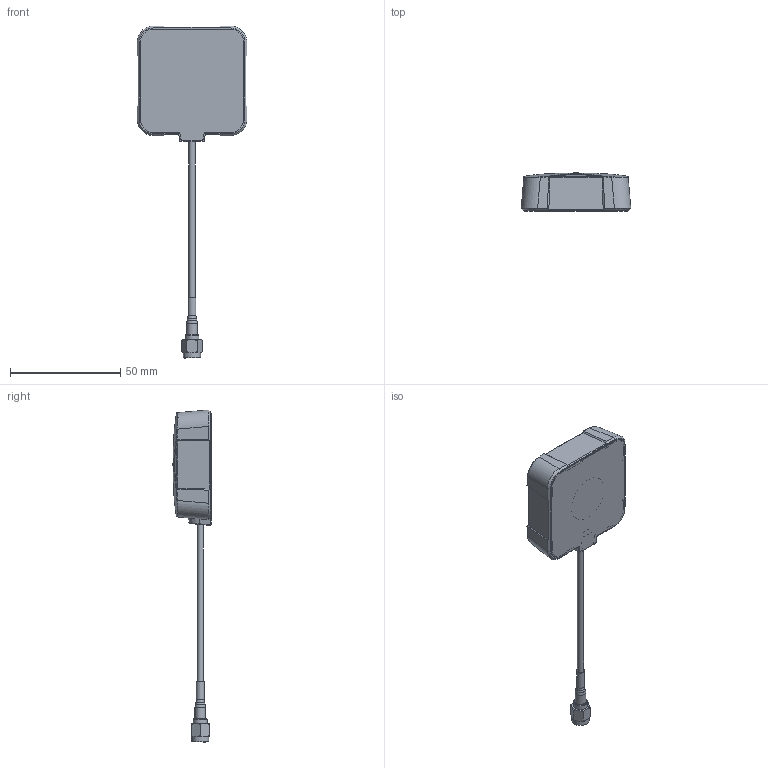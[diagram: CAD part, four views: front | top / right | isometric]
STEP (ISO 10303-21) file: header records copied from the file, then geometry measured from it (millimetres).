
FILE_DESCRIPTION (( 'STEP AP214' ), '1' );
FILE_NAME ('AA.175 Megma Assy_Web.STEP', '2022-04-21T00:56:54', ( '' ), ( '' ), 'SwSTEP 2.0', 'SolidWorks 2018', '' );
FILE_SCHEMA (( 'AUTOMOTIVE_DESIGN' ));
Length unit declared in the file: millimetre
Products named in the file (1): AA.175 Megma Assy_Web
Bounding box: 49.84 x 17.3 x 150.88 mm (x, y, z)
Surface area: 10953.6 mm2 (no closed solid volume)
Topology: 0 solids, 6 shells, 141 faces, 421 edges, 289 vertices
Faces by surface type: plane 58, bspline 26, cylinder 25, torus 21, cone 6, sphere 5
Full cylindrical faces by diameter (mm): 1 x1, 2.8 x1, 3.6 x1, 4.8 x1, 6.35 x1, 6.6 x1, 7.8 x1
Entity records: 7708 total; most frequent: CARTESIAN_POINT 2681, ORIENTED_EDGE 706, DIRECTION 657, EDGE_CURVE 402, VERTEX_POINT 284, AXIS2_PLACEMENT_3D 236, VECTOR 185, LINE 185
